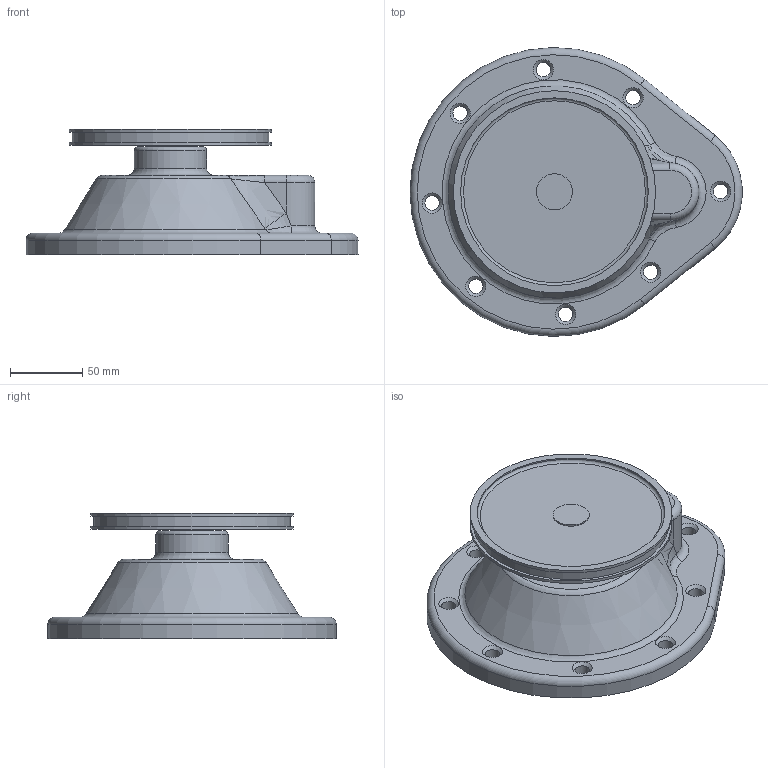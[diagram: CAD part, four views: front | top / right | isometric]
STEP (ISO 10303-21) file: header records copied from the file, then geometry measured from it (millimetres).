
FILE_DESCRIPTION( ( 'STEP Version 203' ), '1' );
FILE_NAME( ' ', '12/23/09 07:55:56', ( 'aho' ), ( ' ' ), 'PSStep 10.1', 'DesignModeler STEP Output', ' ' );
FILE_SCHEMA( ( 'AUTOMOTIVE_DESIGN { 1 0 10303 214 1 1 1 1 }' ) );
Length unit declared in the file: metre
Products named in the file (5): PumpHousing; Impeller; Pulley; Shaft; Nut
Bounding box: 229.83 x 199.97 x 87.01 mm (x, y, z)
Volume: 877818.3 mm3; surface area: 182000.6 mm2
Topology: 5 solids, 5 shells, 208 faces, 449 edges, 252 vertices
Faces by surface type: cylinder 59, torus 47, plane 41, bspline 32, cone 13, extrusion 8, sphere 8
Full cylindrical faces by diameter (mm): 10 x8, 25 x5, 35 x2, 50 x1, 90 x1, 130 x2, 136 x1, 140 x2
Entity records: 15619 total; most frequent: CARTESIAN_POINT 11349, DIRECTION 930, ORIENTED_EDGE 774, AXIS2_PLACEMENT_3D 418, EDGE_CURVE 387, EDGE_LOOP 284, VERTEX_POINT 241, CIRCLE 237
